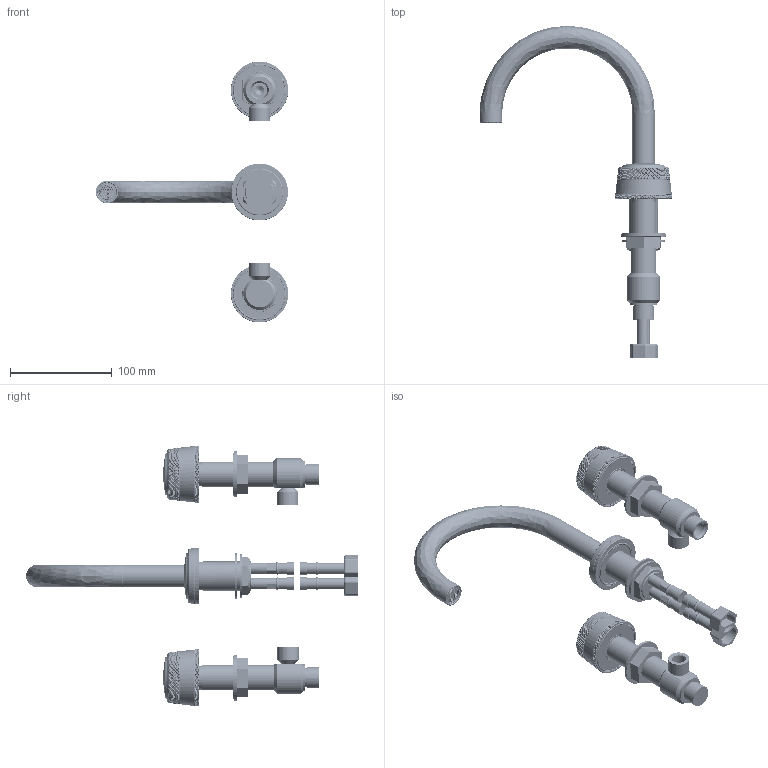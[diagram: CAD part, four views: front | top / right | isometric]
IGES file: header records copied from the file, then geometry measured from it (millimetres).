
Global section: file name: T11K14-R; native system: Autodesk Inventor 2024; preprocessor: unknown; author: kwhieldon; date: 20240322.152807; units: millimetre
Bounding box: 189.21 x 326.25 x 256.42 mm (x, y, z)
Volume: 370210.4 mm3; surface area: 191884.7 mm2
Topology: 36 solids, 36 shells, 29609 faces, 63148 edges, 33743 vertices
Faces by surface type: bspline 29609
